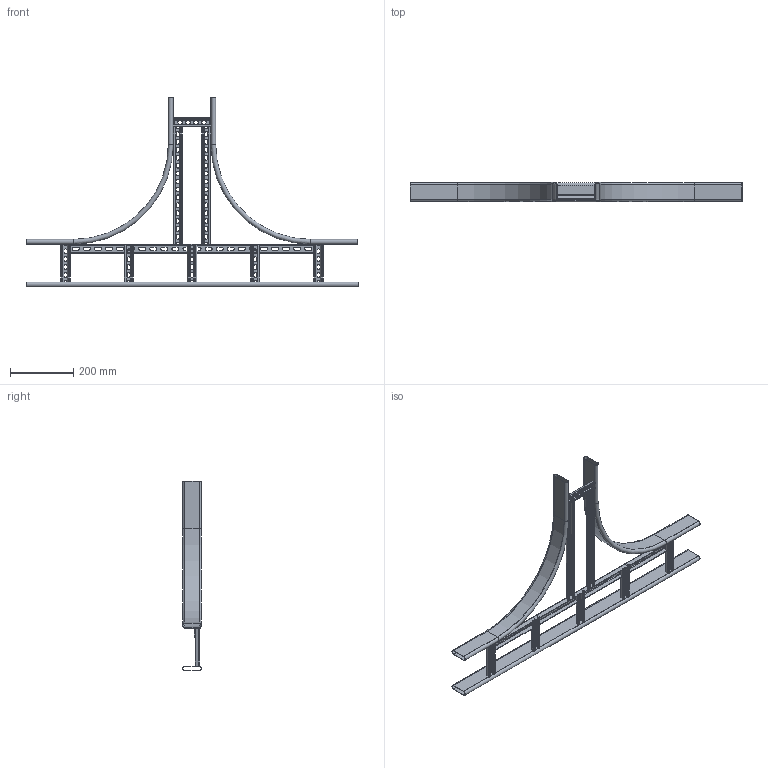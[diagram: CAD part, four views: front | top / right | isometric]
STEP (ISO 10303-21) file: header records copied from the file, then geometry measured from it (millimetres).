
FILE_DESCRIPTION (( 'STEP AP203' ), '1' );
FILE_NAME ('10-02-1336.STEP', '2013-05-02T09:58:00', ( 'asennus' ), ( '' ), 'SwSTEP 2.0', 'SolidWorks 2013', '' );
FILE_SCHEMA (( 'CONFIG_CONTROL_DESIGN' ));
Length unit declared in the file: millimetre
Products named in the file (1): 10-02-1336
Bounding box: 1050 x 60 x 600 mm (x, y, z)
Volume: 521071.9 mm3; surface area: 973491.7 mm2
Topology: 12 solids, 12 shells, 894 faces, 2154 edges, 1284 vertices
Faces by surface type: plane 562, cylinder 314, bspline 10, torus 8
Entity records: 26125 total; most frequent: CARTESIAN_POINT 4743, DIRECTION 4496, ORIENTED_EDGE 4308, EDGE_CURVE 2154, VECTOR 1502, LINE 1502, AXIS2_PLACEMENT_3D 1497, VERTEX_POINT 1284
